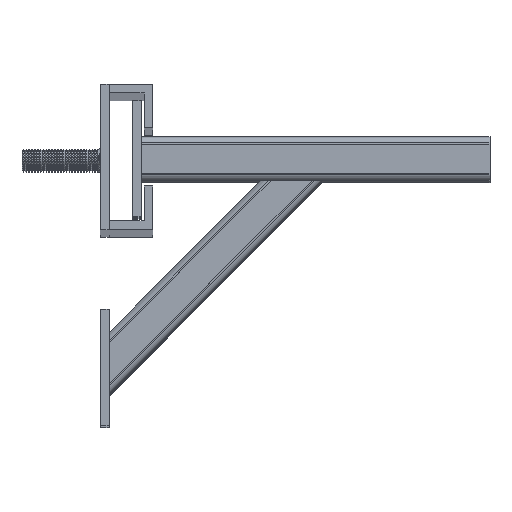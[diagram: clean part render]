
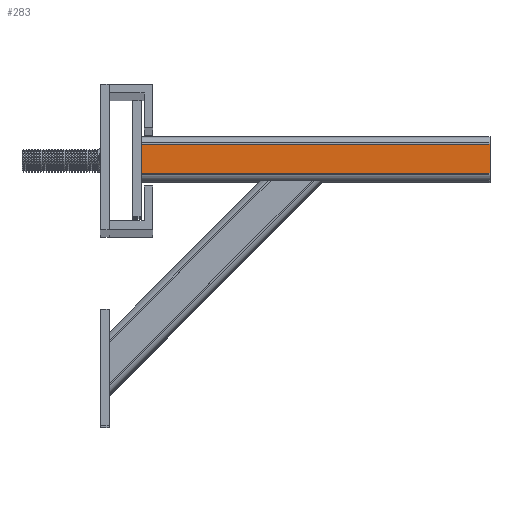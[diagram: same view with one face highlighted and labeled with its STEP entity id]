
A CAD part, top view. The second image highlights one B-rep face of the part: STEP entity #283.
In plain terms, the highlighted planar face has unit normal (0, 0, 1).
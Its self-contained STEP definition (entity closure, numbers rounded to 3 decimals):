
#283 = ADVANCED_FACE ( 'NONE', ( #12864 ), #12904, .F. ) ;
#1271 = DIRECTION ( 'NONE',  ( 0., 1., 0. ) ) ;
#1580 = AXIS2_PLACEMENT_3D ( 'NONE', #19769, #15228, #1271 ) ;
#2101 = ORIENTED_EDGE ( 'NONE', *, *, #21046, .T. ) ;
#2294 = VERTEX_POINT ( 'NONE', #26234 ) ;
#3368 = ORIENTED_EDGE ( 'NONE', *, *, #17996, .T. ) ;
#3515 = LINE ( 'NONE', #25760, #15155 ) ;
#4161 = EDGE_LOOP ( 'NONE', ( #26036, #12100, #3368, #2101 ) ) ;
#4895 = DIRECTION ( 'NONE',  ( 0., -1., 0. ) ) ;
#5663 = CARTESIAN_POINT ( 'NONE',  ( 132.5, 5., -335.35 ) ) ;
#8692 = CARTESIAN_POINT ( 'NONE',  ( 132.5, -5., -335.35 ) ) ;
#9038 = DIRECTION ( 'NONE',  ( -1., 0., 0. ) ) ;
#10863 = VERTEX_POINT ( 'NONE', #19267 ) ;
#11480 = DIRECTION ( 'NONE',  ( 0., -1., 0. ) ) ;
#12099 = VECTOR ( 'NONE', #27238, 1000. ) ;
#12100 = ORIENTED_EDGE ( 'NONE', *, *, #15296, .F. ) ;
#12613 = VECTOR ( 'NONE', #11480, 1000. ) ;
#12851 = LINE ( 'NONE', #8692, #12099 ) ;
#12864 = FACE_OUTER_BOUND ( 'NONE', #4161, .T. ) ;
#12904 = PLANE ( 'NONE',  #1580 ) ;
#13170 = LINE ( 'NONE', #20592, #19303 ) ;
#15155 = VECTOR ( 'NONE', #4895, 1000. ) ;
#15228 = DIRECTION ( 'NONE',  ( 0., 0., -1. ) ) ;
#15296 = EDGE_CURVE ( 'NONE', #23065, #24174, #24920, .T. ) ;
#17347 = EDGE_CURVE ( 'NONE', #24174, #10863, #12851, .T. ) ;
#17996 = EDGE_CURVE ( 'NONE', #23065, #2294, #13170, .T. ) ;
#19267 = CARTESIAN_POINT ( 'NONE',  ( 12.5, -5., -335.35 ) ) ;
#19303 = VECTOR ( 'NONE', #9038, 1000. ) ;
#19769 = CARTESIAN_POINT ( 'NONE',  ( 132.5, -5., -335.35 ) ) ;
#19770 = CARTESIAN_POINT ( 'NONE',  ( 132.5, -5., -335.35 ) ) ;
#20592 = CARTESIAN_POINT ( 'NONE',  ( 132.5, 5., -335.35 ) ) ;
#21046 = EDGE_CURVE ( 'NONE', #2294, #10863, #3515, .T. ) ;
#23065 = VERTEX_POINT ( 'NONE', #5663 ) ;
#24174 = VERTEX_POINT ( 'NONE', #19770 ) ;
#24920 = LINE ( 'NONE', #25252, #12613 ) ;
#25252 = CARTESIAN_POINT ( 'NONE',  ( 132.5, -5., -335.35 ) ) ;
#25760 = CARTESIAN_POINT ( 'NONE',  ( 12.5, -5., -335.35 ) ) ;
#26036 = ORIENTED_EDGE ( 'NONE', *, *, #17347, .F. ) ;
#26234 = CARTESIAN_POINT ( 'NONE',  ( 12.5, 5., -335.35 ) ) ;
#27238 = DIRECTION ( 'NONE',  ( -1., 0., 0. ) ) ;
